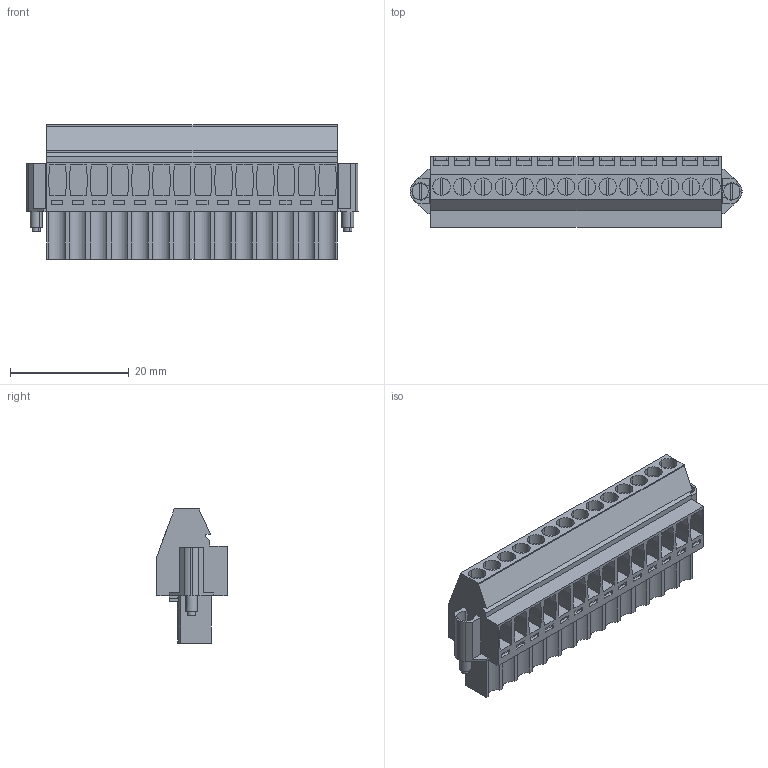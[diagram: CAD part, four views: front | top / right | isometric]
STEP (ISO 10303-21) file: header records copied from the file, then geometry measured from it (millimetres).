
FILE_DESCRIPTION(('CATIA V5 STEP Exchange','CAx-IF Rec.Pracs.--- Model Styling and Organization---1.2---2011-12-15'),'2;1');
FILE_NAME ('D1454139_0_1640050000_1640050000.stp','2017-04-20T09:15:04+00:00',('none'),('Weidmueller'),'CATIA Version 5-6 Release 2014','CATIA V5 STEP AP214','none');
FILE_SCHEMA(('AUTOMOTIVE_DESIGN { 1 0 10303 214 1 1 1 1 }'));
Length unit declared in the file: millimetre
Products named in the file (1): 1640050000
Bounding box: 55.94 x 11.83 x 22.6 mm (x, y, z)
Volume: 7594.3 mm3; surface area: 6465 mm2
Topology: 17 solids, 17 shells, 903 faces, 2477 edges, 1673 vertices
Faces by surface type: plane 747, cylinder 144, extrusion 12
Entity records: 26708 total; most frequent: CARTESIAN_POINT 5199, ORIENTED_EDGE 4954, DIRECTION 3487, EDGE_CURVE 2477, VECTOR 2029, LINE 2017, VERTEX_POINT 1673, EDGE_LOOP 972
